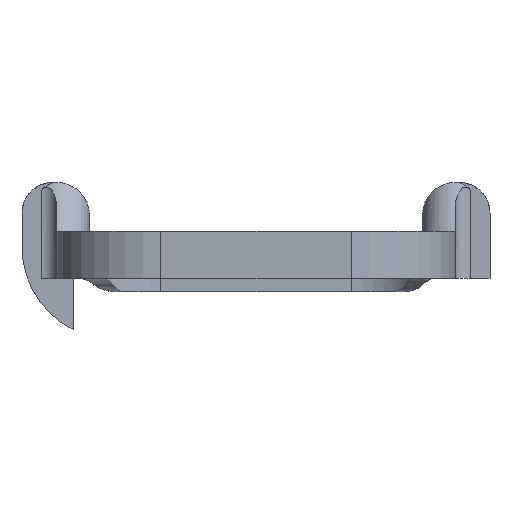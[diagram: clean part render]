
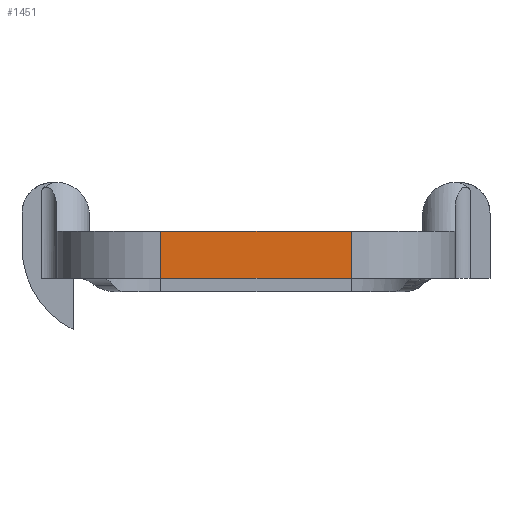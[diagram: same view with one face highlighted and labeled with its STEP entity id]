
A CAD part, front view. The second image highlights one B-rep face of the part: STEP entity #1451.
In plain terms, the highlighted planar face has unit normal (0, -1, 0).
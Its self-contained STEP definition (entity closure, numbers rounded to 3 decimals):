
#62=PLANE('',#1615);
#210=FACE_OUTER_BOUND('',#290,.T.);
#290=EDGE_LOOP('',(#1326,#1327,#1328,#1329));
#312=LINE('',#2245,#431);
#383=LINE('',#2665,#502);
#409=LINE('',#2738,#528);
#410=LINE('',#2740,#529);
#431=VECTOR('',#1690,10.);
#502=VECTOR('',#1929,10.);
#528=VECTOR('',#2033,10.);
#529=VECTOR('',#2036,10.);
#597=VERTEX_POINT('',#2242);
#598=VERTEX_POINT('',#2244);
#678=VERTEX_POINT('',#2657);
#680=VERTEX_POINT('',#2663);
#737=EDGE_CURVE('',#598,#597,#312,.F.);
#869=EDGE_CURVE('',#680,#678,#383,.F.);
#902=EDGE_CURVE('',#597,#678,#409,.T.);
#903=EDGE_CURVE('',#598,#680,#410,.T.);
#1326=ORIENTED_EDGE('',*,*,#737,.T.);
#1327=ORIENTED_EDGE('',*,*,#902,.T.);
#1328=ORIENTED_EDGE('',*,*,#869,.F.);
#1329=ORIENTED_EDGE('',*,*,#903,.F.);
#1451=ADVANCED_FACE('',(#210),#62,.T.);
#1615=AXIS2_PLACEMENT_3D('',#2739,#2034,#2035);
#1690=DIRECTION('',(-1.,0.,0.));
#1929=DIRECTION('',(-1.,0.,0.));
#2033=DIRECTION('',(0.,0.,1.));
#2034=DIRECTION('center_axis',(0.,-1.,0.));
#2035=DIRECTION('ref_axis',(1.,0.,0.));
#2036=DIRECTION('',(0.,0.,1.));
#2242=CARTESIAN_POINT('',(9.3,-19.5,-3.2));
#2244=CARTESIAN_POINT('',(-9.3,-19.5,-3.2));
#2245=CARTESIAN_POINT('',(-4.65,-19.5,-3.2));
#2657=CARTESIAN_POINT('',(9.3,-19.5,1.4));
#2663=CARTESIAN_POINT('',(-9.3,-19.5,1.4));
#2665=CARTESIAN_POINT('',(-4.65,-19.5,1.4));
#2738=CARTESIAN_POINT('',(9.3,-19.5,0.));
#2739=CARTESIAN_POINT('Origin',(-9.3,-19.5,0.));
#2740=CARTESIAN_POINT('',(-9.3,-19.5,0.));
